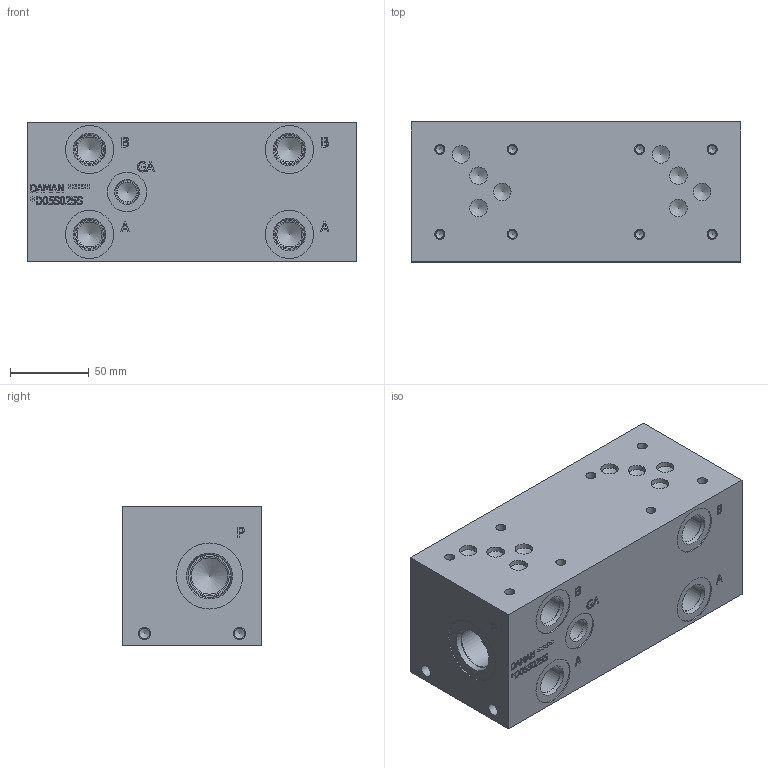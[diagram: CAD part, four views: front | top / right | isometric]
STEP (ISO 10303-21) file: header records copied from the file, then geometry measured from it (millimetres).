
FILE_DESCRIPTION(/* description */ (''),/* implementation_level */ '2;1');
FILE_NAME(/* name */ 'D05S025S.C02249R4_3D.stp',/* time_stamp */ '2021-10-29T14:53:17-04:00',/* author */ ('johnch'),/* organization */ (''),/* preprocessor_version */ 'ST-DEVELOPER v18',/* originating_system */ 'Autodesk Inventor 2020',/* authorisation */ '');
FILE_SCHEMA (('AUTOMOTIVE_DESIGN { 1 0 10303 214 3 1 1 }'));
Length unit declared in the file: millimetre
Products named in the file (1): Part_AD05S025S.C02249R4_3D
Bounding box: 209.55 x 88.9 x 88.9 mm (x, y, z)
Volume: 1578655.9 mm3; surface area: 107586.2 mm2
Topology: 1 solids, 1 shells, 599 faces, 1641 edges, 1109 vertices
Faces by surface type: plane 323, bspline 159, cylinder 68, cone 49
Full cylindrical faces by diameter (mm): 5.105 x8, 6.35 x8, 6.528 x4, 7.925 x4, 11.125 x9, 12.7 x1, 12.9 x1, 14.275 x1, 14.529 x1, 15.875 x4, 17.501 x4, 19.05 x4, 19.253 x4, 23.012 x2, 24.917 x2, 25.019 x1, 26.99 x2, 27.432 x2, 30.632 x4, 42.037 x1
Entity records: 20186 total; most frequent: CARTESIAN_POINT 5390, ORIENTED_EDGE 3228, DIRECTION 2430, EDGE_CURVE 1614, VERTEX_POINT 1109, LINE 1044, VECTOR 1044, AXIS2_PLACEMENT_3D 693
